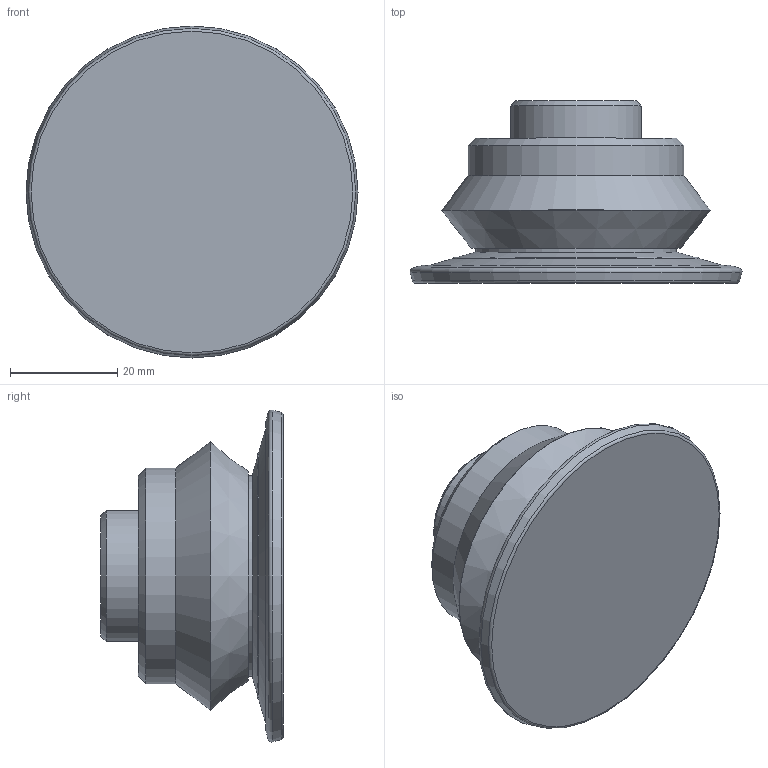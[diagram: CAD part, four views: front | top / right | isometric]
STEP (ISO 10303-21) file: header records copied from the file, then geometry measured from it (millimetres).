
FILE_DESCRIPTION(/* description */ (''),/* implementation_level */ '2;1');
FILE_NAME(/* name */ 'vfdlg60nit.stp',/* time_stamp */ '2020-11-18T15:19:59+01:00',/* author */ ('enginyeria'),/* organization */ (''),/* preprocessor_version */ 'ST-DEVELOPER v17.2',/* originating_system */ 'Autodesk Inventor 2019',/* authorisation */ '');
FILE_SCHEMA (('CONFIG_CONTROL_DESIGN'));
Length unit declared in the file: millimetre
Products named in the file (1): vfdlg60nit
Bounding box: 62 x 34.08 x 62 mm (x, y, z)
Volume: 45843.8 mm3; surface area: 11208.2 mm2
Topology: 1 solids, 1 shells, 24 faces, 66 edges, 50 vertices
Faces by surface type: cone 8, plane 8, cylinder 5, torus 3
Full cylindrical faces by diameter (mm): 14.95 x1, 24.5 x1, 37.497 x1, 40.3 x1, 50.13 x1
Entity records: 890 total; most frequent: DIRECTION 169, CARTESIAN_POINT 141, ORIENTED_EDGE 132, AXIS2_PLACEMENT_3D 78, EDGE_CURVE 66, CIRCLE 53, VERTEX_POINT 50, EDGE_LOOP 30
